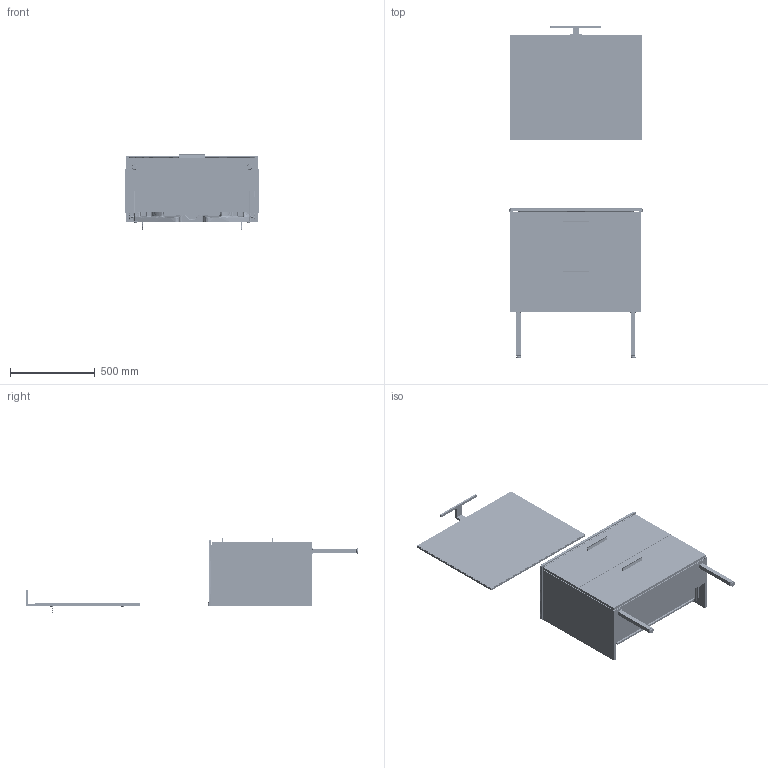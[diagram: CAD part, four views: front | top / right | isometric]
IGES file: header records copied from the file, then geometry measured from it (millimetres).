
Start section: SolidWorks IGES file using analytic representation for surfaces
Bounding box: 788.66 x 1963.54 x 450.96 mm (x, y, z)
Surface area: 7495679 mm2 (no closed solid volume)
Topology: 0 solids, 0 shells, 2913 faces, 41751 edges, 41708 vertices
Faces by surface type: bspline 1545, revolution 1368
